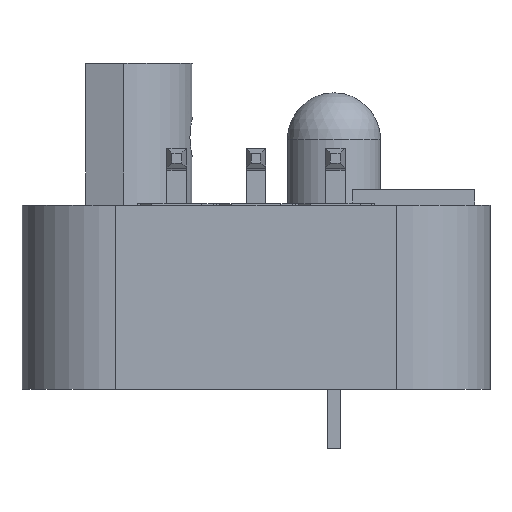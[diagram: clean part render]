
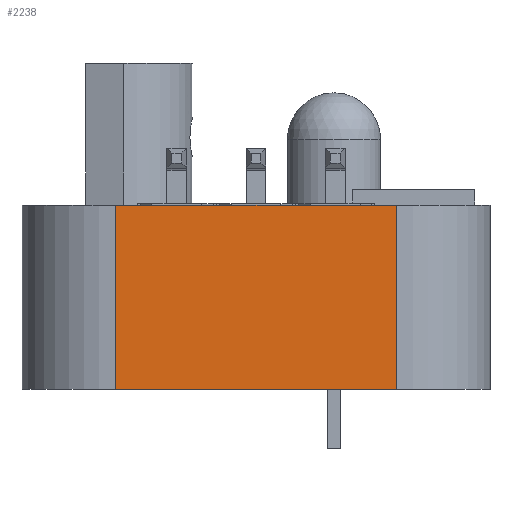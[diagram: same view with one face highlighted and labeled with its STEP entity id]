
A CAD part, left-side view. The second image highlights one B-rep face of the part: STEP entity #2238.
In plain terms, the highlighted planar face has unit normal (-1, 0, 0).
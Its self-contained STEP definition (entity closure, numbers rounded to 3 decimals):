
#119 = PLANE('',#120);
#120 = AXIS2_PLACEMENT_3D('',#121,#122,#123);
#121 = CARTESIAN_POINT('',(0.,15.,3.7));
#122 = DIRECTION('',(0.,0.,1.));
#123 = DIRECTION('',(1.,0.,0.));
#144 = VERTEX_POINT('',#145);
#145 = CARTESIAN_POINT('',(0.,12.,3.7));
#160 = CYLINDRICAL_SURFACE('',#161,3.);
#161 = AXIS2_PLACEMENT_3D('',#162,#163,#164);
#162 = CARTESIAN_POINT('',(3.,12.,3.7));
#163 = DIRECTION('',(0.,0.,-1.));
#164 = DIRECTION('',(0.,1.,0.));
#172 = EDGE_CURVE('',#173,#144,#175,.T.);
#173 = VERTEX_POINT('',#174);
#174 = CARTESIAN_POINT('',(0.,3.,3.7));
#175 = SURFACE_CURVE('',#176,(#180,#187),.PCURVE_S1.);
#176 = LINE('',#177,#178);
#177 = CARTESIAN_POINT('',(0.,0.,3.7));
#178 = VECTOR('',#179,1.);
#179 = DIRECTION('',(0.,1.,0.));
#180 = PCURVE('',#119,#181);
#181 = DEFINITIONAL_REPRESENTATION('',(#182),#186);
#182 = LINE('',#183,#184);
#183 = CARTESIAN_POINT('',(0.,-15.));
#184 = VECTOR('',#185,1.);
#185 = DIRECTION('',(0.,1.));
#186 = ( GEOMETRIC_REPRESENTATION_CONTEXT(2) 
PARAMETRIC_REPRESENTATION_CONTEXT() REPRESENTATION_CONTEXT('2D SPACE',''
  ) );
#187 = PCURVE('',#188,#193);
#188 = PLANE('',#189);
#189 = AXIS2_PLACEMENT_3D('',#190,#191,#192);
#190 = CARTESIAN_POINT('',(0.,15.,3.7));
#191 = DIRECTION('',(1.,0.,0.));
#192 = DIRECTION('',(0.,0.,1.));
#193 = DEFINITIONAL_REPRESENTATION('',(#194),#198);
#194 = LINE('',#195,#196);
#195 = CARTESIAN_POINT('',(0.,15.));
#196 = VECTOR('',#197,1.);
#197 = DIRECTION('',(0.,-1.));
#198 = ( GEOMETRIC_REPRESENTATION_CONTEXT(2) 
PARAMETRIC_REPRESENTATION_CONTEXT() REPRESENTATION_CONTEXT('2D SPACE',''
  ) );
#217 = CYLINDRICAL_SURFACE('',#218,3.);
#218 = AXIS2_PLACEMENT_3D('',#219,#220,#221);
#219 = CARTESIAN_POINT('',(3.,3.,3.7));
#220 = DIRECTION('',(0.,0.,-1.));
#221 = DIRECTION('',(-1.,-0.,-0.));
#2080 = PLANE('',#2081);
#2081 = AXIS2_PLACEMENT_3D('',#2082,#2083,#2084);
#2082 = CARTESIAN_POINT('',(0.,0.,-2.2));
#2083 = DIRECTION('',(0.,0.,-1.));
#2084 = DIRECTION('',(-1.,0.,0.));
#2139 = EDGE_CURVE('',#144,#2140,#2142,.T.);
#2140 = VERTEX_POINT('',#2141);
#2141 = CARTESIAN_POINT('',(0.,12.,-2.2));
#2142 = SURFACE_CURVE('',#2143,(#2147,#2154),.PCURVE_S1.);
#2143 = LINE('',#2144,#2145);
#2144 = CARTESIAN_POINT('',(0.,12.,3.7));
#2145 = VECTOR('',#2146,1.);
#2146 = DIRECTION('',(0.,0.,-1.));
#2147 = PCURVE('',#160,#2148);
#2148 = DEFINITIONAL_REPRESENTATION('',(#2149),#2153);
#2149 = LINE('',#2150,#2151);
#2150 = CARTESIAN_POINT('',(-1.571,0.));
#2151 = VECTOR('',#2152,1.);
#2152 = DIRECTION('',(-0.,1.));
#2153 = ( GEOMETRIC_REPRESENTATION_CONTEXT(2) 
PARAMETRIC_REPRESENTATION_CONTEXT() REPRESENTATION_CONTEXT('2D SPACE',''
  ) );
#2154 = PCURVE('',#188,#2155);
#2155 = DEFINITIONAL_REPRESENTATION('',(#2156),#2160);
#2156 = LINE('',#2157,#2158);
#2157 = CARTESIAN_POINT('',(0.,3.));
#2158 = VECTOR('',#2159,1.);
#2159 = DIRECTION('',(-1.,0.));
#2160 = ( GEOMETRIC_REPRESENTATION_CONTEXT(2) 
PARAMETRIC_REPRESENTATION_CONTEXT() REPRESENTATION_CONTEXT('2D SPACE',''
  ) );
#2238 = ADVANCED_FACE('',(#2239),#188,.F.);
#2239 = FACE_BOUND('',#2240,.F.);
#2240 = EDGE_LOOP('',(#2241,#2264,#2265,#2266));
#2241 = ORIENTED_EDGE('',*,*,#2242,.F.);
#2242 = EDGE_CURVE('',#2140,#2243,#2245,.T.);
#2243 = VERTEX_POINT('',#2244);
#2244 = CARTESIAN_POINT('',(0.,3.,-2.2));
#2245 = SURFACE_CURVE('',#2246,(#2250,#2257),.PCURVE_S1.);
#2246 = LINE('',#2247,#2248);
#2247 = CARTESIAN_POINT('',(0.,15.,-2.2));
#2248 = VECTOR('',#2249,1.);
#2249 = DIRECTION('',(0.,-1.,0.));
#2250 = PCURVE('',#188,#2251);
#2251 = DEFINITIONAL_REPRESENTATION('',(#2252),#2256);
#2252 = LINE('',#2253,#2254);
#2253 = CARTESIAN_POINT('',(-5.9,0.));
#2254 = VECTOR('',#2255,1.);
#2255 = DIRECTION('',(0.,1.));
#2256 = ( GEOMETRIC_REPRESENTATION_CONTEXT(2) 
PARAMETRIC_REPRESENTATION_CONTEXT() REPRESENTATION_CONTEXT('2D SPACE',''
  ) );
#2257 = PCURVE('',#2080,#2258);
#2258 = DEFINITIONAL_REPRESENTATION('',(#2259),#2263);
#2259 = LINE('',#2260,#2261);
#2260 = CARTESIAN_POINT('',(0.,15.));
#2261 = VECTOR('',#2262,1.);
#2262 = DIRECTION('',(0.,-1.));
#2263 = ( GEOMETRIC_REPRESENTATION_CONTEXT(2) 
PARAMETRIC_REPRESENTATION_CONTEXT() REPRESENTATION_CONTEXT('2D SPACE',''
  ) );
#2264 = ORIENTED_EDGE('',*,*,#2139,.F.);
#2265 = ORIENTED_EDGE('',*,*,#172,.F.);
#2266 = ORIENTED_EDGE('',*,*,#2267,.T.);
#2267 = EDGE_CURVE('',#173,#2243,#2268,.T.);
#2268 = SURFACE_CURVE('',#2269,(#2273,#2280),.PCURVE_S1.);
#2269 = LINE('',#2270,#2271);
#2270 = CARTESIAN_POINT('',(0.,3.,3.7));
#2271 = VECTOR('',#2272,1.);
#2272 = DIRECTION('',(0.,0.,-1.));
#2273 = PCURVE('',#188,#2274);
#2274 = DEFINITIONAL_REPRESENTATION('',(#2275),#2279);
#2275 = LINE('',#2276,#2277);
#2276 = CARTESIAN_POINT('',(0.,12.));
#2277 = VECTOR('',#2278,1.);
#2278 = DIRECTION('',(-1.,0.));
#2279 = ( GEOMETRIC_REPRESENTATION_CONTEXT(2) 
PARAMETRIC_REPRESENTATION_CONTEXT() REPRESENTATION_CONTEXT('2D SPACE',''
  ) );
#2280 = PCURVE('',#217,#2281);
#2281 = DEFINITIONAL_REPRESENTATION('',(#2282),#2286);
#2282 = LINE('',#2283,#2284);
#2283 = CARTESIAN_POINT('',(-0.,0.));
#2284 = VECTOR('',#2285,1.);
#2285 = DIRECTION('',(-0.,1.));
#2286 = ( GEOMETRIC_REPRESENTATION_CONTEXT(2) 
PARAMETRIC_REPRESENTATION_CONTEXT() REPRESENTATION_CONTEXT('2D SPACE',''
  ) );
